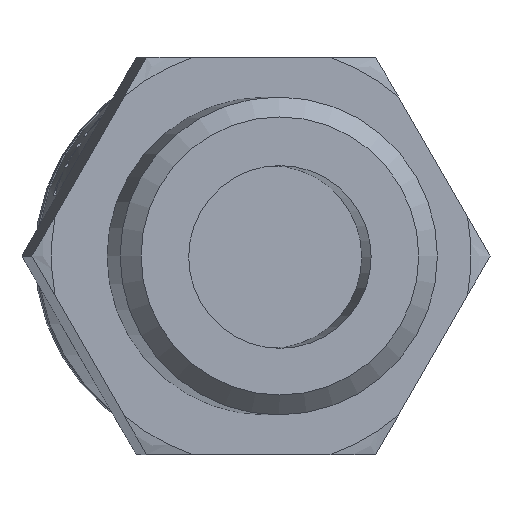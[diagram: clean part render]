
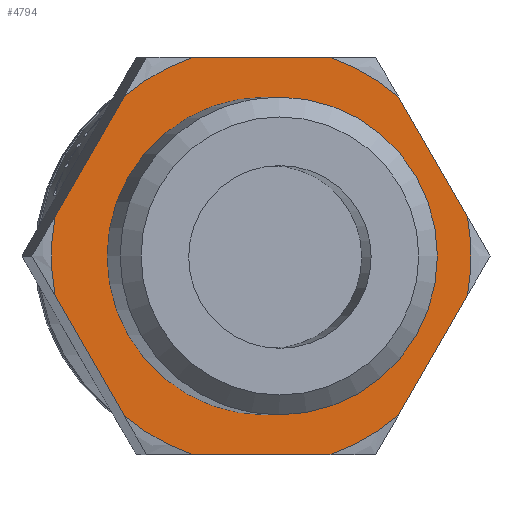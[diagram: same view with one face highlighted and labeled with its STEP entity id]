
A CAD part, front view. The second image highlights one B-rep face of the part: STEP entity #4794.
In plain terms, the highlighted face is planar.
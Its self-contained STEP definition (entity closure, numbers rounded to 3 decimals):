
#428=FACE_BOUND('',#1128,.T.);
#531=PLANE('',#5172);
#827=FACE_OUTER_BOUND('',#1127,.T.);
#1127=EDGE_LOOP('',(#4421,#4422,#4423,#4424,#4425,#4426,#4427,#4428,#4429,
#4430,#4431,#4432));
#1128=EDGE_LOOP('',(#4433));
#1444=LINE('',#10737,#1761);
#1449=LINE('',#10743,#1766);
#1453=LINE('',#10748,#1770);
#1457=LINE('',#10753,#1774);
#1459=LINE('',#10756,#1776);
#1460=LINE('',#10757,#1777);
#1761=VECTOR('',#6072,10.);
#1766=VECTOR('',#6079,10.);
#1770=VECTOR('',#6085,10.);
#1774=VECTOR('',#6091,10.);
#1776=VECTOR('',#6095,10.);
#1777=VECTOR('',#6096,10.);
#1922=CIRCLE('',#5143,3.45);
#1929=CIRCLE('',#5157,5.292);
#1930=CIRCLE('',#5159,5.292);
#1931=CIRCLE('',#5161,5.292);
#1932=CIRCLE('',#5163,5.292);
#1933=CIRCLE('',#5165,5.292);
#1934=CIRCLE('',#5167,5.292);
#2366=VERTEX_POINT('',#10574);
#2385=VERTEX_POINT('',#10656);
#2387=VERTEX_POINT('',#10662);
#2388=VERTEX_POINT('',#10669);
#2390=VERTEX_POINT('',#10675);
#2391=VERTEX_POINT('',#10682);
#2393=VERTEX_POINT('',#10688);
#2394=VERTEX_POINT('',#10695);
#2396=VERTEX_POINT('',#10701);
#2397=VERTEX_POINT('',#10708);
#2399=VERTEX_POINT('',#10714);
#2401=VERTEX_POINT('',#10722);
#2402=VERTEX_POINT('',#10727);
#3039=EDGE_CURVE('',#2366,#2366,#1922,.T.);
#3059=EDGE_CURVE('',#2387,#2385,#1929,.T.);
#3062=EDGE_CURVE('',#2390,#2388,#1930,.T.);
#3065=EDGE_CURVE('',#2393,#2391,#1931,.T.);
#3068=EDGE_CURVE('',#2396,#2394,#1932,.T.);
#3071=EDGE_CURVE('',#2399,#2397,#1933,.T.);
#3075=EDGE_CURVE('',#2401,#2402,#1934,.T.);
#3079=EDGE_CURVE('',#2394,#2393,#1444,.T.);
#3084=EDGE_CURVE('',#2391,#2390,#1449,.T.);
#3088=EDGE_CURVE('',#2388,#2387,#1453,.T.);
#3092=EDGE_CURVE('',#2397,#2401,#1457,.T.);
#3094=EDGE_CURVE('',#2402,#2396,#1459,.T.);
#3095=EDGE_CURVE('',#2385,#2399,#1460,.T.);
#4421=ORIENTED_EDGE('',*,*,#3075,.T.);
#4422=ORIENTED_EDGE('',*,*,#3094,.T.);
#4423=ORIENTED_EDGE('',*,*,#3068,.T.);
#4424=ORIENTED_EDGE('',*,*,#3079,.T.);
#4425=ORIENTED_EDGE('',*,*,#3065,.T.);
#4426=ORIENTED_EDGE('',*,*,#3084,.T.);
#4427=ORIENTED_EDGE('',*,*,#3062,.T.);
#4428=ORIENTED_EDGE('',*,*,#3088,.T.);
#4429=ORIENTED_EDGE('',*,*,#3059,.T.);
#4430=ORIENTED_EDGE('',*,*,#3095,.T.);
#4431=ORIENTED_EDGE('',*,*,#3071,.T.);
#4432=ORIENTED_EDGE('',*,*,#3092,.T.);
#4433=ORIENTED_EDGE('',*,*,#3039,.F.);
#4794=ADVANCED_FACE('',(#827,#428),#531,.F.);
#5143=AXIS2_PLACEMENT_3D('',#10576,#6017,#6018);
#5157=AXIS2_PLACEMENT_3D('',#10663,#6045,#6046);
#5159=AXIS2_PLACEMENT_3D('',#10676,#6049,#6050);
#5161=AXIS2_PLACEMENT_3D('',#10689,#6053,#6054);
#5163=AXIS2_PLACEMENT_3D('',#10702,#6057,#6058);
#5165=AXIS2_PLACEMENT_3D('',#10715,#6061,#6062);
#5167=AXIS2_PLACEMENT_3D('',#10732,#6065,#6066);
#5172=AXIS2_PLACEMENT_3D('',#10755,#6093,#6094);
#6017=DIRECTION('center_axis',(0.,0.,-1.));
#6018=DIRECTION('ref_axis',(0.,1.,0.));
#6045=DIRECTION('center_axis',(0.,0.,-1.));
#6046=DIRECTION('ref_axis',(-1.,0.,0.));
#6049=DIRECTION('center_axis',(0.,0.,-1.));
#6050=DIRECTION('ref_axis',(-1.,0.,0.));
#6053=DIRECTION('center_axis',(0.,0.,-1.));
#6054=DIRECTION('ref_axis',(-1.,0.,0.));
#6057=DIRECTION('center_axis',(0.,0.,-1.));
#6058=DIRECTION('ref_axis',(-1.,0.,0.));
#6061=DIRECTION('center_axis',(0.,0.,-1.));
#6062=DIRECTION('ref_axis',(-1.,0.,0.));
#6065=DIRECTION('center_axis',(0.,0.,-1.));
#6066=DIRECTION('ref_axis',(-1.,0.,0.));
#6072=DIRECTION('',(-1.,0.,0.));
#6079=DIRECTION('',(-0.5,0.866,0.));
#6085=DIRECTION('',(0.5,0.866,0.));
#6091=DIRECTION('',(0.5,-0.866,0.));
#6093=DIRECTION('center_axis',(0.,0.,1.));
#6094=DIRECTION('ref_axis',(1.,0.,0.));
#6095=DIRECTION('',(-0.5,-0.866,0.));
#6096=DIRECTION('',(1.,0.,0.));
#10574=CARTESIAN_POINT('',(3.45,0.,0.));
#10576=CARTESIAN_POINT('Origin',(0.,0.,0.));
#10656=CARTESIAN_POINT('',(-1.733,5.,0.));
#10662=CARTESIAN_POINT('',(-3.464,4.001,0.));
#10663=CARTESIAN_POINT('Origin',(0.,0.,0.));
#10669=CARTESIAN_POINT('',(-5.197,0.999,0.));
#10675=CARTESIAN_POINT('',(-5.197,-0.999,0.));
#10676=CARTESIAN_POINT('Origin',(0.,0.,0.));
#10682=CARTESIAN_POINT('',(-3.464,-4.001,0.));
#10688=CARTESIAN_POINT('',(-1.733,-5.,0.));
#10689=CARTESIAN_POINT('Origin',(0.,0.,0.));
#10695=CARTESIAN_POINT('',(1.733,-5.,0.));
#10701=CARTESIAN_POINT('',(3.464,-4.001,0.));
#10702=CARTESIAN_POINT('Origin',(0.,0.,0.));
#10708=CARTESIAN_POINT('',(3.464,4.001,0.));
#10714=CARTESIAN_POINT('',(1.733,5.,0.));
#10715=CARTESIAN_POINT('Origin',(0.,0.,0.));
#10722=CARTESIAN_POINT('',(5.197,0.999,0.));
#10727=CARTESIAN_POINT('',(5.197,-0.999,0.));
#10732=CARTESIAN_POINT('Origin',(0.,0.,0.));
#10737=CARTESIAN_POINT('',(2.887,-5.,0.));
#10743=CARTESIAN_POINT('',(-2.887,-5.,0.));
#10748=CARTESIAN_POINT('',(-5.774,0.,0.));
#10753=CARTESIAN_POINT('',(2.887,5.,0.));
#10755=CARTESIAN_POINT('Origin',(0.,0.,
0.));
#10756=CARTESIAN_POINT('',(5.774,0.,0.));
#10757=CARTESIAN_POINT('',(-2.887,5.,0.));
